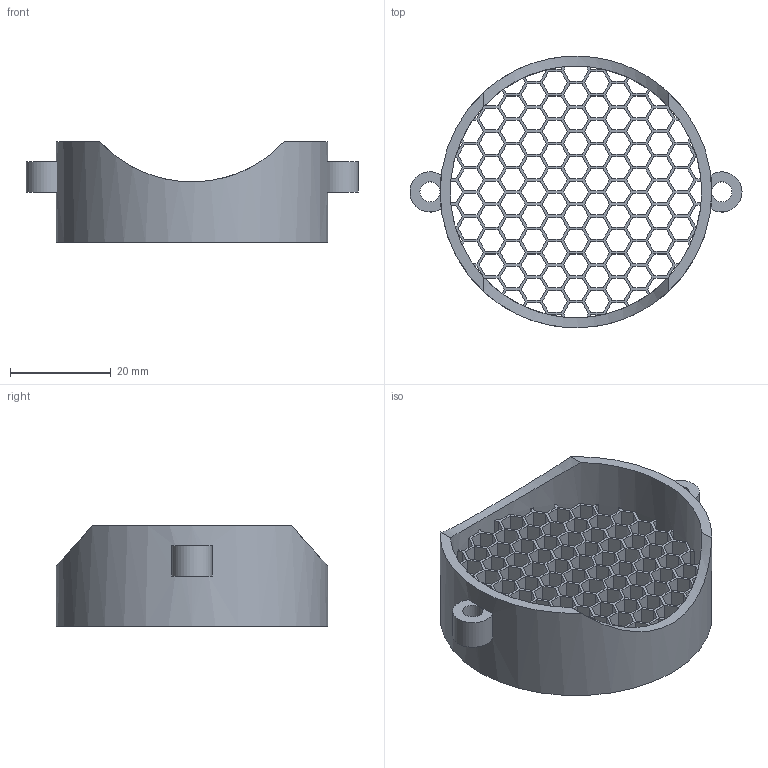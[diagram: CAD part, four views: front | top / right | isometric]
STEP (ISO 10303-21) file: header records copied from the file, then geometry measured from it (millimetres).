
FILE_DESCRIPTION(('FreeCAD Model'),'2;1');
FILE_NAME('Open CASCADE Shape Model','2024-10-13T15:12:22',(''),(''), 'Open CASCADE STEP processor 7.6','FreeCAD','Unknown');
FILE_SCHEMA(('AUTOMOTIVE_DESIGN { 1 0 10303 214 1 1 1 1 }'));
Length unit declared in the file: millimetre
Products named in the file (1): union001
Bounding box: 65.99 x 54 x 20 mm (x, y, z)
Volume: 9942.3 mm3; surface area: 22163.3 mm2
Topology: 1 solids, 1 shells, 667 faces, 2139 edges, 1400 vertices
Faces by surface type: plane 657, cylinder 10
Full cylindrical faces by diameter (mm): 4 x1, 50 x1, 54 x1
Entity records: 23741 total; most frequent: CARTESIAN_POINT 4321, ORIENTED_EDGE 4278, DIRECTION 3613, EDGE_CURVE 2139, LINE 1997, VECTOR 1997, VERTEX_POINT 1400, FACE_BOUND 843
